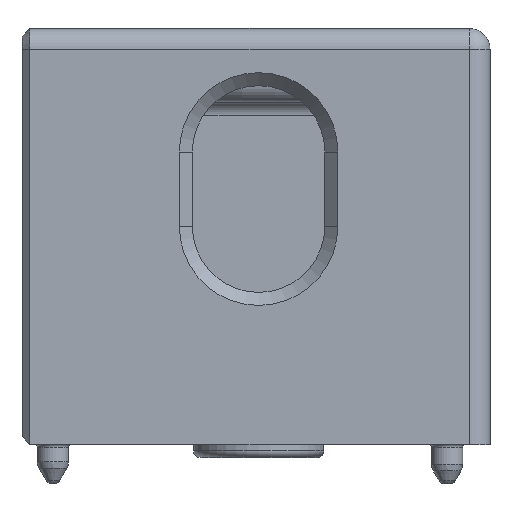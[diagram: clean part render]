
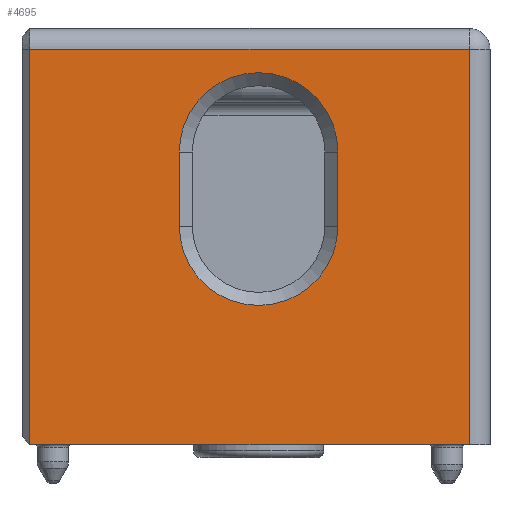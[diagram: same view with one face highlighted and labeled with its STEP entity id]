
A CAD part, front view. The second image highlights one B-rep face of the part: STEP entity #4695.
In plain terms, the highlighted planar face has unit normal (0, -1, 0).
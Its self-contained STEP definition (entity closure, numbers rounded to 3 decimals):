
#556=DIRECTION('',(0.,0.,-1.));
#557=VECTOR('',#556,152.);
#558=CARTESIAN_POINT('',(2261.,-5878.,112.));
#559=LINE('',#558,#557);
#563=DIRECTION('',(1.,0.,0.));
#564=VECTOR('',#563,169.);
#565=CARTESIAN_POINT('',(2261.,-5878.,-40.));
#566=LINE('',#565,#564);
#570=CARTESIAN_POINT('',(2349.,-5878.,44.));
#571=DIRECTION('',(0.,1.,0.));
#572=DIRECTION('',(1.,0.,0.));
#573=AXIS2_PLACEMENT_3D('',#570,#571,#572);
#578=DIRECTION('',(0.,0.,-1.));
#579=VECTOR('',#578,28.5);
#580=CARTESIAN_POINT('',(2379.5,-5878.,72.5));
#581=LINE('',#580,#579);
#585=CARTESIAN_POINT('',(2349.,-5878.,72.5));
#586=DIRECTION('',(0.,1.,0.));
#587=DIRECTION('',(-1.,0.,0.));
#588=AXIS2_PLACEMENT_3D('',#585,#586,#587);
#593=DIRECTION('',(0.,0.,1.));
#594=VECTOR('',#593,28.5);
#595=CARTESIAN_POINT('',(2318.5,-5878.,44.));
#596=LINE('',#595,#594);
#607=DIRECTION('',(1.,0.,0.));
#608=VECTOR('',#607,169.);
#609=CARTESIAN_POINT('',(2261.,-5878.,112.));
#610=LINE('',#609,#608);
#2652=DIRECTION('',(0.,0.,-1.));
#2653=VECTOR('',#2652,152.);
#2654=CARTESIAN_POINT('',(2430.,-5878.,112.));
#2655=LINE('',#2654,#2653);
#3603=CARTESIAN_POINT('',(2261.,-5878.,-40.));
#3605=VERTEX_POINT('',#3603);
#3643=CARTESIAN_POINT('',(2430.,-5878.,-40.));
#3644=VERTEX_POINT('',#3643);
#3705=CARTESIAN_POINT('',(2261.,-5878.,112.));
#3706=VERTEX_POINT('',#3705);
#3729=CARTESIAN_POINT('',(2430.,-5878.,112.));
#3730=VERTEX_POINT('',#3729);
#3735=CARTESIAN_POINT('',(2379.5,-5878.,44.));
#3736=CARTESIAN_POINT('',(2318.5,-5878.,44.));
#3737=VERTEX_POINT('',#3735);
#3738=VERTEX_POINT('',#3736);
#3739=CARTESIAN_POINT('',(2318.5,-5878.,72.5));
#3740=VERTEX_POINT('',#3739);
#3741=CARTESIAN_POINT('',(2379.5,-5878.,72.5));
#3742=VERTEX_POINT('',#3741);
#4672=CARTESIAN_POINT('',(2258.,-5878.,0.));
#4673=DIRECTION('',(0.,-1.,0.));
#4674=DIRECTION('',(1.,0.,0.));
#4675=AXIS2_PLACEMENT_3D('',#4672,#4673,#4674);
#4676=PLANE('',#4675);
#4677=ORIENTED_EDGE('',*,*,#4664,.F.);
#4679=ORIENTED_EDGE('',*,*,#4678,.T.);
#4681=ORIENTED_EDGE('',*,*,#4680,.T.);
#4682=ORIENTED_EDGE('',*,*,#4449,.F.);
#4683=EDGE_LOOP('',(#4677,#4679,#4681,#4682));
#4684=FACE_OUTER_BOUND('',#4683,.F.);
#4686=ORIENTED_EDGE('',*,*,#4685,.F.);
#4688=ORIENTED_EDGE('',*,*,#4687,.F.);
#4690=ORIENTED_EDGE('',*,*,#4689,.F.);
#4692=ORIENTED_EDGE('',*,*,#4691,.F.);
#4693=EDGE_LOOP('',(#4686,#4688,#4690,#4692));
#4694=FACE_BOUND('',#4693,.F.);
#4695=ADVANCED_FACE('',(#4684,#4694),#4676,.T.);
#574=CIRCLE('',#573,30.5);
#589=CIRCLE('',#588,30.5);
#4449=EDGE_CURVE('',#3605,#3644,#566,.T.);
#4664=EDGE_CURVE('',#3706,#3605,#559,.T.);
#4678=EDGE_CURVE('',#3706,#3730,#610,.T.);
#4680=EDGE_CURVE('',#3730,#3644,#2655,.T.);
#4685=EDGE_CURVE('',#3737,#3738,#574,.T.);
#4687=EDGE_CURVE('',#3742,#3737,#581,.T.);
#4689=EDGE_CURVE('',#3740,#3742,#589,.T.);
#4691=EDGE_CURVE('',#3738,#3740,#596,.T.);
